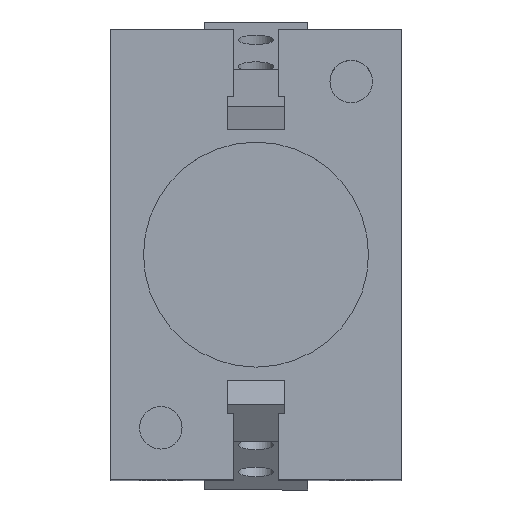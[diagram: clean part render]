
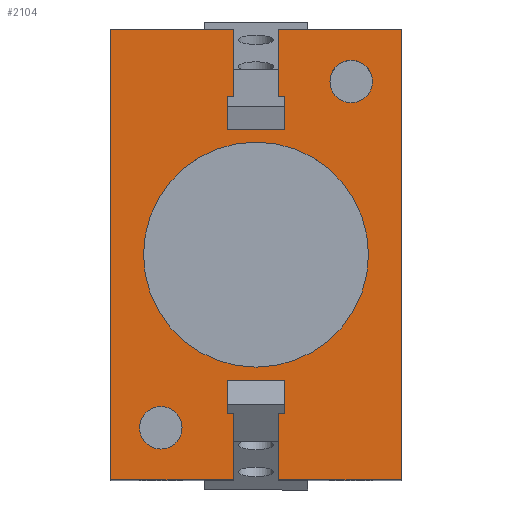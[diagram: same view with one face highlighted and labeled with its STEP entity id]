
A CAD part, top view. The second image highlights one B-rep face of the part: STEP entity #2104.
In plain terms, the highlighted planar face has unit normal (0, 0, 1).
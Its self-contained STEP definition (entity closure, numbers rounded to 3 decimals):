
#960=CARTESIAN_POINT('',(3.3,-18.3,60.4));
#961=VERTEX_POINT('',#960);
#968=CARTESIAN_POINT('',(3.3,-14.5,60.4));
#969=VERTEX_POINT('',#968);
#970=CARTESIAN_POINT('',(3.3,-18.3,60.4));
#971=DIRECTION('',(0.0,1.0,0.0));
#972=VECTOR('',#971,3.8);
#973=LINE('',#970,#972);
#974=EDGE_CURVE('',#961,#969,#973,.T.);
#1015=CARTESIAN_POINT('',(2.6,-26.,60.4));
#1016=VERTEX_POINT('',#1015);
#1023=CARTESIAN_POINT('',(2.6,-18.3,60.4));
#1024=VERTEX_POINT('',#1023);
#1025=CARTESIAN_POINT('',(2.6,-26.,60.4));
#1026=DIRECTION('',(0.0,1.0,0.0));
#1027=VECTOR('',#1026,7.7);
#1028=LINE('',#1025,#1027);
#1029=EDGE_CURVE('',#1016,#1024,#1028,.T.);
#1065=CARTESIAN_POINT('',(16.8,-26.,60.4));
#1066=VERTEX_POINT('',#1065);
#1073=CARTESIAN_POINT('',(16.8,-26.,60.4));
#1074=DIRECTION('',(-1.0,0.0,0.0));
#1075=VECTOR('',#1074,14.2);
#1076=LINE('',#1073,#1075);
#1077=EDGE_CURVE('',#1066,#1016,#1076,.T.);
#1092=CARTESIAN_POINT('',(-3.3,14.5,60.4));
#1093=VERTEX_POINT('',#1092);
#1100=CARTESIAN_POINT('',(3.3,14.5,60.4));
#1101=VERTEX_POINT('',#1100);
#1102=CARTESIAN_POINT('',(-3.3,14.5,60.4));
#1103=DIRECTION('',(1.0,0.0,0.0));
#1104=VECTOR('',#1103,6.6);
#1105=LINE('',#1102,#1104);
#1106=EDGE_CURVE('',#1093,#1101,#1105,.T.);
#1140=CARTESIAN_POINT('',(-3.3,18.3,60.4));
#1141=VERTEX_POINT('',#1140);
#1148=CARTESIAN_POINT('',(-3.3,18.3,60.4));
#1149=DIRECTION('',(0.0,-1.0,0.0));
#1150=VECTOR('',#1149,3.8);
#1151=LINE('',#1148,#1150);
#1152=EDGE_CURVE('',#1141,#1093,#1151,.T.);
#1248=CARTESIAN_POINT('',(2.6,26.,60.4));
#1249=VERTEX_POINT('',#1248);
#1256=CARTESIAN_POINT('',(16.8,26.,60.4));
#1257=VERTEX_POINT('',#1256);
#1258=CARTESIAN_POINT('',(2.6,26.,60.4));
#1259=DIRECTION('',(1.0,0.0,0.0));
#1260=VECTOR('',#1259,14.2);
#1261=LINE('',#1258,#1260);
#1262=EDGE_CURVE('',#1249,#1257,#1261,.T.);
#1283=CARTESIAN_POINT('',(-2.6,26.,60.4));
#1284=VERTEX_POINT('',#1283);
#1291=CARTESIAN_POINT('',(-2.6,18.3,60.4));
#1292=VERTEX_POINT('',#1291);
#1293=CARTESIAN_POINT('',(-2.6,26.,60.4));
#1294=DIRECTION('',(0.0,-1.0,0.0));
#1295=VECTOR('',#1294,7.7);
#1296=LINE('',#1293,#1295);
#1297=EDGE_CURVE('',#1284,#1292,#1296,.T.);
#1326=CARTESIAN_POINT('',(-16.8,26.,60.4));
#1327=VERTEX_POINT('',#1326);
#1334=CARTESIAN_POINT('',(-16.8,26.,60.4));
#1335=DIRECTION('',(1.0,0.0,0.0));
#1336=VECTOR('',#1335,14.2);
#1337=LINE('',#1334,#1336);
#1338=EDGE_CURVE('',#1327,#1284,#1337,.T.);
#1600=CARTESIAN_POINT('',(2.6,-18.3,60.4));
#1601=DIRECTION('',(1.0,0.0,0.0));
#1602=VECTOR('',#1601,0.7);
#1603=LINE('',#1600,#1602);
#1604=EDGE_CURVE('',#1024,#961,#1603,.T.);
#1623=CARTESIAN_POINT('',(-2.6,-18.3,60.4));
#1624=VERTEX_POINT('',#1623);
#1631=CARTESIAN_POINT('',(-2.6,-26.,60.4));
#1632=VERTEX_POINT('',#1631);
#1633=CARTESIAN_POINT('',(-2.6,-18.3,60.4));
#1634=DIRECTION('',(0.0,-1.0,0.0));
#1635=VECTOR('',#1634,7.7);
#1636=LINE('',#1633,#1635);
#1637=EDGE_CURVE('',#1624,#1632,#1636,.T.);
#1654=CARTESIAN_POINT('',(-3.3,-18.3,60.4));
#1655=VERTEX_POINT('',#1654);
#1662=CARTESIAN_POINT('',(-3.3,-18.3,60.4));
#1663=DIRECTION('',(1.0,0.0,0.0));
#1664=VECTOR('',#1663,0.7);
#1665=LINE('',#1662,#1664);
#1666=EDGE_CURVE('',#1655,#1624,#1665,.T.);
#1679=CARTESIAN_POINT('',(-2.6,18.3,60.4));
#1680=DIRECTION('',(-1.0,0.0,0.0));
#1681=VECTOR('',#1680,0.7);
#1682=LINE('',#1679,#1681);
#1683=EDGE_CURVE('',#1292,#1141,#1682,.T.);
#1702=CARTESIAN_POINT('',(2.6,18.3,60.4));
#1703=VERTEX_POINT('',#1702);
#1710=CARTESIAN_POINT('',(2.6,18.3,60.4));
#1711=DIRECTION('',(0.0,1.0,0.0));
#1712=VECTOR('',#1711,7.7);
#1713=LINE('',#1710,#1712);
#1714=EDGE_CURVE('',#1703,#1249,#1713,.T.);
#1726=CARTESIAN_POINT('',(3.3,18.3,60.4));
#1727=VERTEX_POINT('',#1726);
#1734=CARTESIAN_POINT('',(3.3,18.3,60.4));
#1735=DIRECTION('',(-1.0,0.0,0.0));
#1736=VECTOR('',#1735,0.7);
#1737=LINE('',#1734,#1736);
#1738=EDGE_CURVE('',#1727,#1703,#1737,.T.);
#1770=CARTESIAN_POINT('',(13.459,20.0,60.4));
#1771=VERTEX_POINT('',#1770);
#1772=CARTESIAN_POINT('',(11.0,20.0,60.4));
#1773=DIRECTION('',(0.0,0.0,-1.0));
#1774=DIRECTION('',(1.0,0.0,0.0));
#1775=AXIS2_PLACEMENT_3D('',#1772,#1773,#1774);
#1776=CIRCLE('',#1775,2.459);
#1777=EDGE_CURVE('',#1771,#1771,#1776,.T.);
#1828=CARTESIAN_POINT('',(-8.542,-20.0,60.4));
#1829=VERTEX_POINT('',#1828);
#1830=CARTESIAN_POINT('',(-11.0,-20.0,60.4));
#1831=DIRECTION('',(0.0,0.0,-1.0));
#1832=DIRECTION('',(1.0,0.0,0.0));
#1833=AXIS2_PLACEMENT_3D('',#1830,#1831,#1832);
#1834=CIRCLE('',#1833,2.459);
#1835=EDGE_CURVE('',#1829,#1829,#1834,.T.);
#1876=CARTESIAN_POINT('',(13.0,0.,60.4));
#1877=VERTEX_POINT('',#1876);
#1878=CARTESIAN_POINT('',(0.0,0.0,60.4));
#1879=DIRECTION('',(0.0,0.0,-1.0));
#1880=DIRECTION('',(-1.0,0.0,0.0));
#1881=AXIS2_PLACEMENT_3D('',#1878,#1879,#1880);
#1882=CIRCLE('',#1881,13.0);
#1883=EDGE_CURVE('',#1877,#1877,#1882,.T.);
#1904=CARTESIAN_POINT('',(3.3,14.5,60.4));
#1905=DIRECTION('',(0.0,1.0,0.0));
#1906=VECTOR('',#1905,3.8);
#1907=LINE('',#1904,#1906);
#1908=EDGE_CURVE('',#1101,#1727,#1907,.T.);
#1938=CARTESIAN_POINT('',(16.8,26.,60.4));
#1939=DIRECTION('',(0.0,-1.0,0.0));
#1940=VECTOR('',#1939,52.);
#1941=LINE('',#1938,#1940);
#1942=EDGE_CURVE('',#1257,#1066,#1941,.T.);
#1963=CARTESIAN_POINT('',(-3.3,-14.5,60.4));
#1964=VERTEX_POINT('',#1963);
#1965=CARTESIAN_POINT('',(3.3,-14.5,60.4));
#1966=DIRECTION('',(-1.0,0.0,0.0));
#1967=VECTOR('',#1966,6.6);
#1968=LINE('',#1965,#1967);
#1969=EDGE_CURVE('',#969,#1964,#1968,.T.);
#1987=CARTESIAN_POINT('',(-3.3,-14.5,60.4));
#1988=DIRECTION('',(0.0,-1.0,0.0));
#1989=VECTOR('',#1988,3.8);
#1990=LINE('',#1987,#1989);
#1991=EDGE_CURVE('',#1964,#1655,#1990,.T.);
#2023=CARTESIAN_POINT('',(-16.8,-26.,60.4));
#2024=VERTEX_POINT('',#2023);
#2025=CARTESIAN_POINT('',(-2.6,-26.,60.4));
#2026=DIRECTION('',(-1.0,0.0,0.0));
#2027=VECTOR('',#2026,14.2);
#2028=LINE('',#2025,#2027);
#2029=EDGE_CURVE('',#1632,#2024,#2028,.T.);
#2050=CARTESIAN_POINT('',(-16.8,-26.,60.4));
#2051=DIRECTION('',(0.0,1.0,0.0));
#2052=VECTOR('',#2051,52.0);
#2053=LINE('',#2050,#2052);
#2054=EDGE_CURVE('',#2024,#1327,#2053,.T.);
#2068=CARTESIAN_POINT('',(0.,0.,60.4));
#2069=DIRECTION('',(0.0,0.0,1.0));
#2070=DIRECTION('',(1.0,0.0,0.0));
#2071=AXIS2_PLACEMENT_3D('',#2068,#2069,#2070);
#2072=PLANE('',#2071);
#2073=ORIENTED_EDGE('',*,*,#1338,.F.);
#2074=ORIENTED_EDGE('',*,*,#2054,.F.);
#2075=ORIENTED_EDGE('',*,*,#2029,.F.);
#2076=ORIENTED_EDGE('',*,*,#1637,.F.);
#2077=ORIENTED_EDGE('',*,*,#1666,.F.);
#2078=ORIENTED_EDGE('',*,*,#1991,.F.);
#2079=ORIENTED_EDGE('',*,*,#1969,.F.);
#2080=ORIENTED_EDGE('',*,*,#974,.F.);
#2081=ORIENTED_EDGE('',*,*,#1604,.F.);
#2082=ORIENTED_EDGE('',*,*,#1029,.F.);
#2083=ORIENTED_EDGE('',*,*,#1077,.F.);
#2084=ORIENTED_EDGE('',*,*,#1942,.F.);
#2085=ORIENTED_EDGE('',*,*,#1262,.F.);
#2086=ORIENTED_EDGE('',*,*,#1714,.F.);
#2087=ORIENTED_EDGE('',*,*,#1738,.F.);
#2088=ORIENTED_EDGE('',*,*,#1908,.F.);
#2089=ORIENTED_EDGE('',*,*,#1106,.F.);
#2090=ORIENTED_EDGE('',*,*,#1152,.F.);
#2091=ORIENTED_EDGE('',*,*,#1683,.F.);
#2092=ORIENTED_EDGE('',*,*,#1297,.F.);
#2093=EDGE_LOOP('',(#2073,#2074,#2075,#2076,#2077,#2078,#2079,#2080,#2081,#2082,#2083,#2084,#2085,#2086,#2087,#2088,#2089,#2090,#2091,#2092));
#2094=FACE_OUTER_BOUND('',#2093,.T.);
#2095=ORIENTED_EDGE('',*,*,#1777,.T.);
#2096=EDGE_LOOP('',(#2095));
#2097=FACE_BOUND('',#2096,.T.);
#2098=ORIENTED_EDGE('',*,*,#1835,.T.);
#2099=EDGE_LOOP('',(#2098));
#2100=FACE_BOUND('',#2099,.T.);
#2101=ORIENTED_EDGE('',*,*,#1883,.T.);
#2102=EDGE_LOOP('',(#2101));
#2103=FACE_BOUND('',#2102,.T.);
#2104=ADVANCED_FACE('',(#2094,#2097,#2100,#2103),#2072,.T.);
